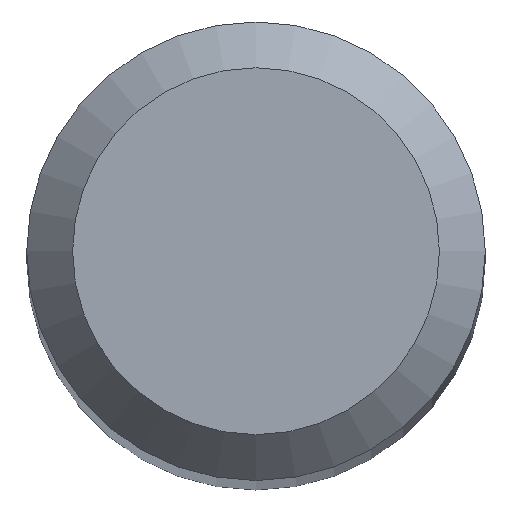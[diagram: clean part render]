
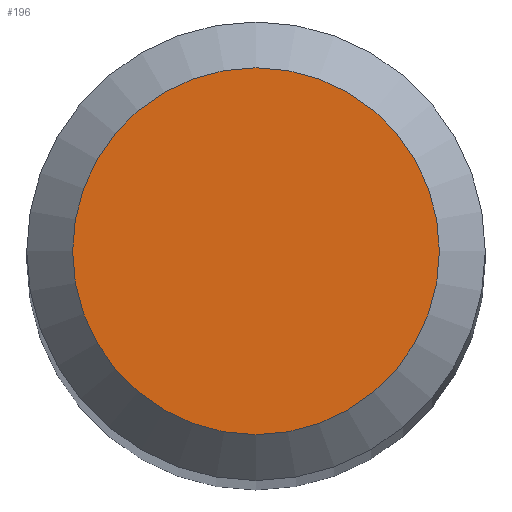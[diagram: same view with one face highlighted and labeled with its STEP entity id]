
A CAD part, top view. The second image highlights one B-rep face of the part: STEP entity #196.
In plain terms, the highlighted planar face has unit normal (0, 0, 1).
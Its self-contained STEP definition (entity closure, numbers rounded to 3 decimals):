
#13 = CARTESIAN_POINT ( 'NONE',  ( 0., 0., 38. ) ) ;
#22 = FACE_OUTER_BOUND ( 'NONE', #96, .T. ) ;
#55 = ORIENTED_EDGE ( 'NONE', *, *, #107, .F. ) ;
#64 = CIRCLE ( 'NONE', #110, 1.2 ) ;
#73 = DIRECTION ( 'NONE',  ( 0., 1., 0. ) ) ;
#83 = DIRECTION ( 'NONE',  ( 0., 0., -1. ) ) ;
#96 = EDGE_LOOP ( 'NONE', ( #55 ) ) ;
#97 = VERTEX_POINT ( 'NONE', #197 ) ;
#102 = PLANE ( 'NONE',  #112 ) ;
#107 = EDGE_CURVE ( 'NONE', #97, #97, #64, .T. ) ;
#110 = AXIS2_PLACEMENT_3D ( 'NONE', #13, #83, #73 ) ;
#112 = AXIS2_PLACEMENT_3D ( 'NONE', #168, #146, #148 ) ;
#146 = DIRECTION ( 'NONE',  ( 0., 0., -1. ) ) ;
#148 = DIRECTION ( 'NONE',  ( 0., 1., 0. ) ) ;
#168 = CARTESIAN_POINT ( 'NONE',  ( 0., 0., 38. ) ) ;
#196 = ADVANCED_FACE ( 'NONE', ( #22 ), #102, .F. ) ;
#197 = CARTESIAN_POINT ( 'NONE',  ( 0., 1.2, 38. ) ) ;
